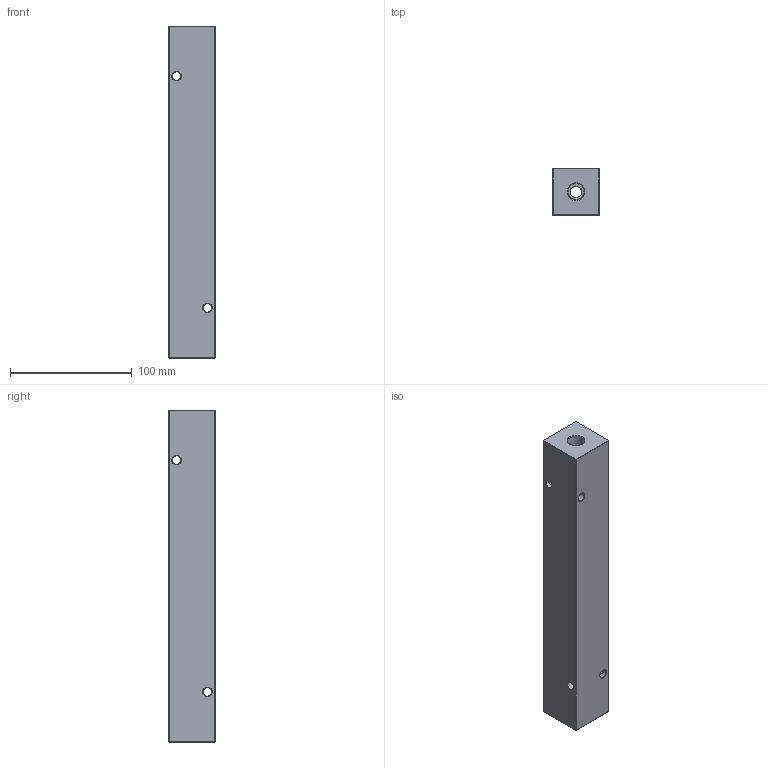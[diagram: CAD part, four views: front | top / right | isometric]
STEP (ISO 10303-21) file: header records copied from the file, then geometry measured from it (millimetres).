
FILE_DESCRIPTION (( 'STEP AP203' ), '1' );
FILE_NAME ('HM-7-90-P-4-4.STEP', '2020-10-29T19:36:51', ( '' ), ( '' ), 'SwSTEP 2.0', 'SolidWorks 2019', '' );
FILE_SCHEMA (( 'CONFIG_CONTROL_DESIGN' ));
Length unit declared in the file: inch
Products named in the file (1): HM-7-90-P-4-4
Bounding box: 38.1 x 38.1 x 273.05 mm (x, y, z)
Volume: 345356.9 mm3; surface area: 61294.6 mm2
Topology: 1 solids, 1 shells, 543 faces, 1433 edges, 936 vertices
Faces by surface type: plane 270, bspline 168, cylinder 53, cone 52
Entity records: 24774 total; most frequent: CARTESIAN_POINT 12516, ORIENTED_EDGE 2866, DIRECTION 1884, EDGE_CURVE 1433, VERTEX_POINT 936, VECTOR 868, LINE 868, EDGE_LOOP 629
